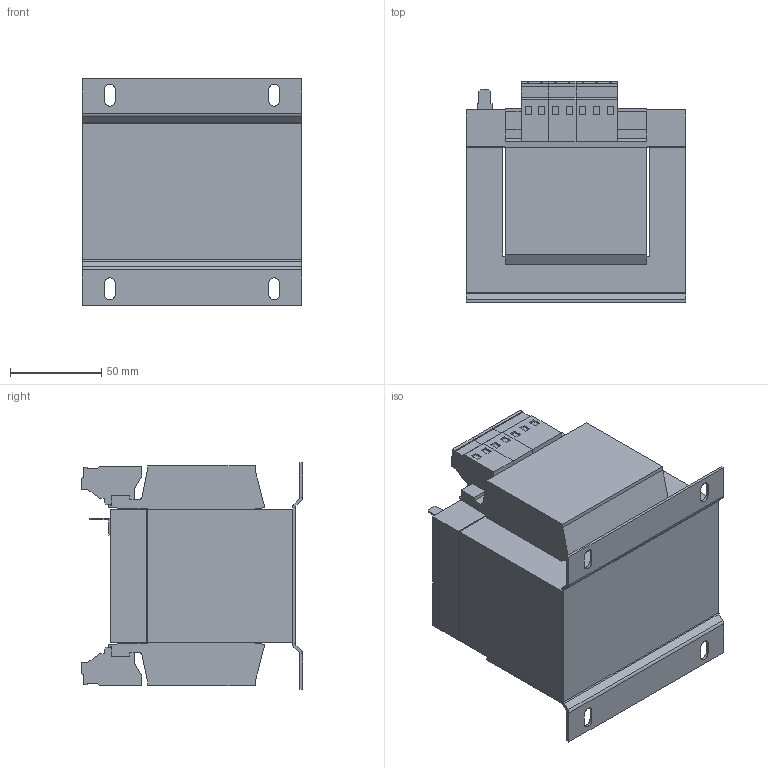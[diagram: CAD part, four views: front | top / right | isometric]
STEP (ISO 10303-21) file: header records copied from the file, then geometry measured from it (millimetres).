
FILE_DESCRIPTION (( 'STEP AP214' ), '1' );
FILE_NAME ('205607.STEP', '2020-08-03T07:19:39', ( '' ), ( '' ), 'SwSTEP 2.0', 'SolidWorks 2018', '' );
FILE_SCHEMA (( 'AUTOMOTIVE_DESIGN' ));
Length unit declared in the file: millimetre
Products named in the file (1): 205607
Bounding box: 120 x 121.25 x 124 mm (x, y, z)
Volume: 1174215.1 mm3; surface area: 121540 mm2
Topology: 1 solids, 1 shells, 321 faces, 797 edges, 498 vertices
Faces by surface type: plane 277, cylinder 44
Entity records: 9337 total; most frequent: CARTESIAN_POINT 1617, ORIENTED_EDGE 1594, DIRECTION 1529, EDGE_CURVE 797, VECTOR 709, LINE 709, VERTEX_POINT 498, AXIS2_PLACEMENT_3D 410
